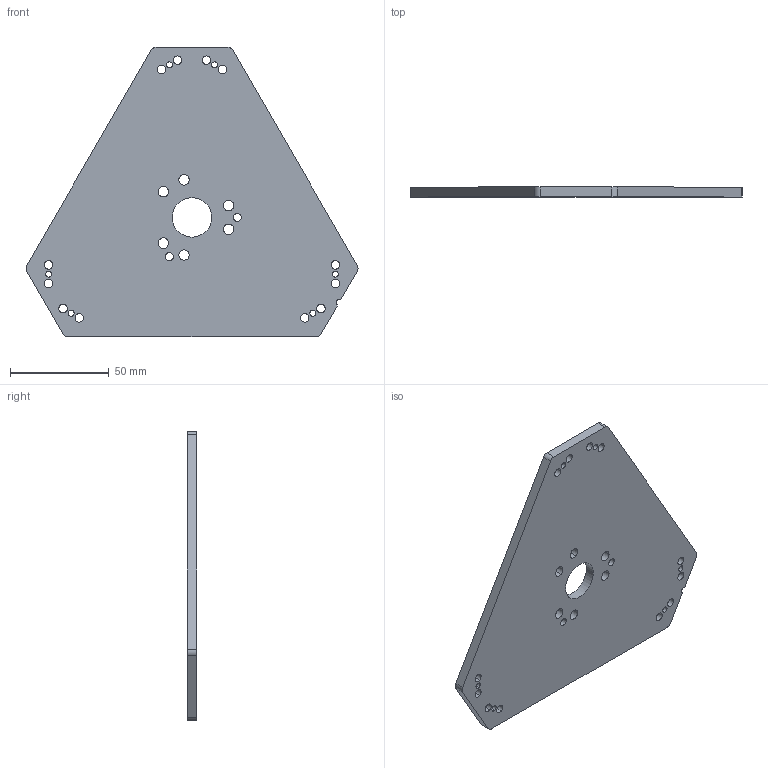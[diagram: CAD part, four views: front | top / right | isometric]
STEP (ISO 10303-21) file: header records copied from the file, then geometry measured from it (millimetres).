
FILE_DESCRIPTION((''),'2;1');
FILE_NAME('MG0017A0','2025-05-07T17:50:19',('sduddu'),(''),'CREO PARAMETRIC BY PTC INC, 2023014','CREO PARAMETRIC BY PTC INC, 2023014','');
FILE_SCHEMA(('AUTOMOTIVE_DESIGN { 1 0 10303 214 1 1 1 1 }'));
Length unit declared in the file: millimetre
Products named in the file (1): MG0017A0
Bounding box: 168.52 x 5 x 146.75 mm (x, y, z)
Volume: 81115.4 mm3; surface area: 37019.4 mm2
Topology: 1 solids, 1 shells, 70 faces, 204 edges, 136 vertices
Faces by surface type: cylinder 61, plane 9
Entity records: 3574 total; most frequent: DIRECTION 529, CARTESIAN_POINT 466, ORIENTED_EDGE 408, PRESENTATION_STYLE_ASSIGNMENT 234, STYLED_ITEM 234, CURVE_STYLE 233, AXIS2_PLACEMENT_3D 208, EDGE_CURVE 204
